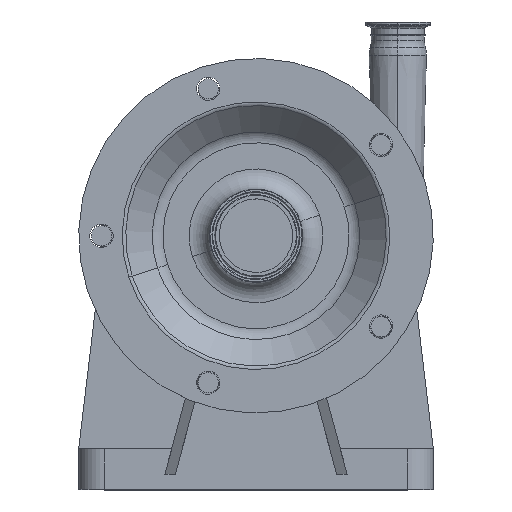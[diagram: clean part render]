
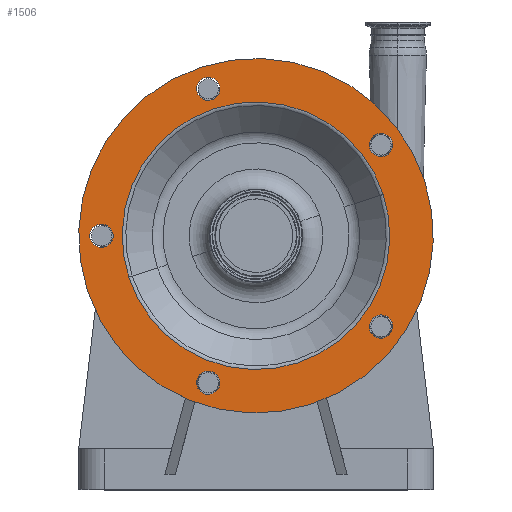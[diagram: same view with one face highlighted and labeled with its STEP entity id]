
A CAD part, top view. The second image highlights one B-rep face of the part: STEP entity #1506.
In plain terms, the highlighted planar face has unit normal (0, 0, 1).
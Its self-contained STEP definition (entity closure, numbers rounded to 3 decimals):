
#11 = CARTESIAN_POINT ( 'NONE',  ( 123.375, 89.637, 289.5 ) ) ;
#338 = FACE_BOUND ( 'NONE', #4743, .T. ) ;
#440 = DIRECTION ( 'NONE',  ( 0.951, 0.309, 0. ) ) ;
#523 = EDGE_CURVE ( 'NONE', #10559, #11407, #2672, .T. ) ;
#586 = AXIS2_PLACEMENT_3D ( 'NONE', #8277, #8207, #6288 ) ;
#754 = EDGE_CURVE ( 'NONE', #5993, #10674, #3227, .T. ) ;
#825 = VERTEX_POINT ( 'NONE', #5303 ) ;
#826 = AXIS2_PLACEMENT_3D ( 'NONE', #3704, #13042, #8750 ) ;
#840 = DIRECTION ( 'NONE',  ( 0., 0., 1. ) ) ;
#843 = AXIS2_PLACEMENT_3D ( 'NONE', #11171, #1716, #9097 ) ;
#909 = DIRECTION ( 'NONE',  ( 0.951, 0.309, 0. ) ) ;
#1007 = EDGE_LOOP ( 'NONE', ( #11620, #5840 ) ) ;
#1091 = CARTESIAN_POINT ( 'NONE',  ( 0., 0., 289.5 ) ) ;
#1433 = VERTEX_POINT ( 'NONE', #5325 ) ;
#1506 = ADVANCED_FACE ( 'NONE', ( #9589, #338, #7526, #6488, #4557, #6632, #12746 ), #6421, .F. ) ;
#1576 = EDGE_LOOP ( 'NONE', ( #6542, #11796 ) ) ;
#1716 = DIRECTION ( 'NONE',  ( 0., 0., 1. ) ) ;
#1738 = AXIS2_PLACEMENT_3D ( 'NONE', #4553, #11032, #6758 ) ;
#1897 = DIRECTION ( 'NONE',  ( 0.951, 0.309, 0. ) ) ;
#1940 = CIRCLE ( 'NONE', #13130, 11.5 ) ;
#1962 = AXIS2_PLACEMENT_3D ( 'NONE', #13085, #840, #10301 ) ;
#2036 = EDGE_CURVE ( 'NONE', #12715, #825, #8092, .T. ) ;
#2092 = ORIENTED_EDGE ( 'NONE', *, *, #4163, .T. ) ;
#2172 = ORIENTED_EDGE ( 'NONE', *, *, #5129, .F. ) ;
#2320 = CARTESIAN_POINT ( 'NONE',  ( 0., 0., 289.5 ) ) ;
#2538 = EDGE_CURVE ( 'NONE', #5383, #4497, #1940, .T. ) ;
#2599 = ORIENTED_EDGE ( 'NONE', *, *, #10702, .F. ) ;
#2652 = VERTEX_POINT ( 'NONE', #10171 ) ;
#2672 = CIRCLE ( 'NONE', #3340, 11.5 ) ;
#2784 = AXIS2_PLACEMENT_3D ( 'NONE', #10626, #9524, #12807 ) ;
#2987 = CIRCLE ( 'NONE', #3442, 11.5 ) ;
#3090 = VERTEX_POINT ( 'NONE', #11288 ) ;
#3212 = DIRECTION ( 'NONE',  ( 0., 0., -1. ) ) ;
#3227 = CIRCLE ( 'NONE', #9391, 11.5 ) ;
#3335 = ORIENTED_EDGE ( 'NONE', *, *, #2036, .F. ) ;
#3340 = AXIS2_PLACEMENT_3D ( 'NONE', #4882, #12164, #10057 ) ;
#3442 = AXIS2_PLACEMENT_3D ( 'NONE', #11269, #6255, #1897 ) ;
#3501 = EDGE_CURVE ( 'NONE', #1433, #3090, #9004, .T. ) ;
#3704 = CARTESIAN_POINT ( 'NONE',  ( -47.125, -145.036, 289.5 ) ) ;
#3855 = CARTESIAN_POINT ( 'NONE',  ( 112.438, -93.191, 289.5 ) ) ;
#3881 = AXIS2_PLACEMENT_3D ( 'NONE', #5912, #11072, #10117 ) ;
#4163 = EDGE_CURVE ( 'NONE', #3090, #1433, #10094, .T. ) ;
#4454 = DIRECTION ( 'NONE',  ( -0.951, -0.309, 0. ) ) ;
#4497 = VERTEX_POINT ( 'NONE', #4809 ) ;
#4553 = CARTESIAN_POINT ( 'NONE',  ( 0., 0., 289.5 ) ) ;
#4557 = FACE_BOUND ( 'NONE', #8329, .T. ) ;
#4600 = DIRECTION ( 'NONE',  ( 0.951, 0.309, 0. ) ) ;
#4641 = CARTESIAN_POINT ( 'NONE',  ( -166.435, -54.078, 289.5 ) ) ;
#4680 = EDGE_CURVE ( 'NONE', #11407, #10559, #9222, .T. ) ;
#4743 = EDGE_LOOP ( 'NONE', ( #10731, #3335 ) ) ;
#4809 = CARTESIAN_POINT ( 'NONE',  ( -58.062, 141.482, 289.5 ) ) ;
#4882 = CARTESIAN_POINT ( 'NONE',  ( 123.375, 89.637, 289.5 ) ) ;
#5129 = EDGE_CURVE ( 'NONE', #4497, #5383, #6813, .T. ) ;
#5303 = CARTESIAN_POINT ( 'NONE',  ( -36.188, -141.482, 289.5 ) ) ;
#5325 = CARTESIAN_POINT ( 'NONE',  ( 125.607, 40.812, 289.5 ) ) ;
#5383 = VERTEX_POINT ( 'NONE', #7069 ) ;
#5684 = EDGE_CURVE ( 'NONE', #2652, #9600, #11010, .T. ) ;
#5840 = ORIENTED_EDGE ( 'NONE', *, *, #523, .F. ) ;
#5912 = CARTESIAN_POINT ( 'NONE',  ( 123.375, -89.637, 289.5 ) ) ;
#5981 = CARTESIAN_POINT ( 'NONE',  ( -163.437, -3.554, 289.5 ) ) ;
#5993 = VERTEX_POINT ( 'NONE', #8709 ) ;
#6028 = VERTEX_POINT ( 'NONE', #4641 ) ;
#6109 = CARTESIAN_POINT ( 'NONE',  ( 134.312, 93.191, 289.5 ) ) ;
#6255 = DIRECTION ( 'NONE',  ( 0., 0., 1. ) ) ;
#6288 = DIRECTION ( 'NONE',  ( -0.951, -0.309, 0. ) ) ;
#6300 = DIRECTION ( 'NONE',  ( 0., 0., 1. ) ) ;
#6400 = DIRECTION ( 'NONE',  ( 0.951, 0.309, 0. ) ) ;
#6421 = PLANE ( 'NONE',  #2784 ) ;
#6488 = FACE_BOUND ( 'NONE', #1007, .T. ) ;
#6542 = ORIENTED_EDGE ( 'NONE', *, *, #754, .F. ) ;
#6632 = FACE_OUTER_BOUND ( 'NONE', #10097, .T. ) ;
#6758 = DIRECTION ( 'NONE',  ( -0.951, -0.309, 0. ) ) ;
#6813 = CIRCLE ( 'NONE', #843, 11.5 ) ;
#7069 = CARTESIAN_POINT ( 'NONE',  ( -36.188, 148.59, 289.5 ) ) ;
#7526 = FACE_BOUND ( 'NONE', #1576, .T. ) ;
#7898 = CARTESIAN_POINT ( 'NONE',  ( -47.125, 145.036, 289.5 ) ) ;
#8092 = CIRCLE ( 'NONE', #826, 11.5 ) ;
#8207 = DIRECTION ( 'NONE',  ( 0., 0., -1. ) ) ;
#8277 = CARTESIAN_POINT ( 'NONE',  ( 0., 0., 289.5 ) ) ;
#8324 = DIRECTION ( 'NONE',  ( 0., 0., 1. ) ) ;
#8329 = EDGE_LOOP ( 'NONE', ( #2092, #11828 ) ) ;
#8482 = ORIENTED_EDGE ( 'NONE', *, *, #5684, .F. ) ;
#8709 = CARTESIAN_POINT ( 'NONE',  ( 134.312, -86.084, 289.5 ) ) ;
#8750 = DIRECTION ( 'NONE',  ( 0.951, 0.309, 0. ) ) ;
#9004 = CIRCLE ( 'NONE', #10113, 132.071 ) ;
#9097 = DIRECTION ( 'NONE',  ( 0.951, 0.309, 0. ) ) ;
#9168 = EDGE_CURVE ( 'NONE', #825, #12715, #2987, .T. ) ;
#9222 = CIRCLE ( 'NONE', #10323, 11.5 ) ;
#9391 = AXIS2_PLACEMENT_3D ( 'NONE', #13528, #8324, #6400 ) ;
#9452 = DIRECTION ( 'NONE',  ( -0.951, -0.309, 0. ) ) ;
#9524 = DIRECTION ( 'NONE',  ( 0., 0., -1. ) ) ;
#9552 = ORIENTED_EDGE ( 'NONE', *, *, #2538, .F. ) ;
#9554 = EDGE_CURVE ( 'NONE', #10674, #5993, #13091, .T. ) ;
#9589 = FACE_BOUND ( 'NONE', #13424, .T. ) ;
#9600 = VERTEX_POINT ( 'NONE', #5981 ) ;
#9622 = CARTESIAN_POINT ( 'NONE',  ( -152.5, 0., 289.5 ) ) ;
#9966 = DIRECTION ( 'NONE',  ( 0., 0., 1. ) ) ;
#10057 = DIRECTION ( 'NONE',  ( 0.951, 0.309, 0. ) ) ;
#10094 = CIRCLE ( 'NONE', #1738, 132.071 ) ;
#10097 = EDGE_LOOP ( 'NONE', ( #10699, #2599 ) ) ;
#10113 = AXIS2_PLACEMENT_3D ( 'NONE', #2320, #3212, #4454 ) ;
#10117 = DIRECTION ( 'NONE',  ( 0.951, 0.309, 0. ) ) ;
#10171 = CARTESIAN_POINT ( 'NONE',  ( -141.563, 3.554, 289.5 ) ) ;
#10301 = DIRECTION ( 'NONE',  ( 0.951, 0.309, 0. ) ) ;
#10323 = AXIS2_PLACEMENT_3D ( 'NONE', #11, #6300, #909 ) ;
#10559 = VERTEX_POINT ( 'NONE', #13231 ) ;
#10626 = CARTESIAN_POINT ( 'NONE',  ( -54.078, 166.435, 289.5 ) ) ;
#10674 = VERTEX_POINT ( 'NONE', #3855 ) ;
#10699 = ORIENTED_EDGE ( 'NONE', *, *, #11892, .F. ) ;
#10702 = EDGE_CURVE ( 'NONE', #10726, #6028, #11179, .T. ) ;
#10726 = VERTEX_POINT ( 'NONE', #11434 ) ;
#10731 = ORIENTED_EDGE ( 'NONE', *, *, #9168, .F. ) ;
#10857 = DIRECTION ( 'NONE',  ( 0., 0., 1. ) ) ;
#10917 = AXIS2_PLACEMENT_3D ( 'NONE', #9622, #10857, #440 ) ;
#11010 = CIRCLE ( 'NONE', #1962, 11.5 ) ;
#11032 = DIRECTION ( 'NONE',  ( 0., 0., -1. ) ) ;
#11072 = DIRECTION ( 'NONE',  ( 0., 0., 1. ) ) ;
#11171 = CARTESIAN_POINT ( 'NONE',  ( -47.125, 145.036, 289.5 ) ) ;
#11179 = CIRCLE ( 'NONE', #13125, 175. ) ;
#11269 = CARTESIAN_POINT ( 'NONE',  ( -47.125, -145.036, 289.5 ) ) ;
#11288 = CARTESIAN_POINT ( 'NONE',  ( -125.607, -40.812, 289.5 ) ) ;
#11407 = VERTEX_POINT ( 'NONE', #6109 ) ;
#11434 = CARTESIAN_POINT ( 'NONE',  ( 166.435, 54.078, 289.5 ) ) ;
#11496 = DIRECTION ( 'NONE',  ( 0., 0., -1. ) ) ;
#11550 = CIRCLE ( 'NONE', #10917, 11.5 ) ;
#11620 = ORIENTED_EDGE ( 'NONE', *, *, #4680, .F. ) ;
#11796 = ORIENTED_EDGE ( 'NONE', *, *, #9554, .F. ) ;
#11828 = ORIENTED_EDGE ( 'NONE', *, *, #3501, .T. ) ;
#11892 = EDGE_CURVE ( 'NONE', #6028, #10726, #12689, .T. ) ;
#12140 = EDGE_LOOP ( 'NONE', ( #9552, #2172 ) ) ;
#12164 = DIRECTION ( 'NONE',  ( 0., 0., 1. ) ) ;
#12496 = CARTESIAN_POINT ( 'NONE',  ( -58.062, -148.59, 289.5 ) ) ;
#12689 = CIRCLE ( 'NONE', #586, 175. ) ;
#12715 = VERTEX_POINT ( 'NONE', #12496 ) ;
#12746 = FACE_BOUND ( 'NONE', #12140, .T. ) ;
#12807 = DIRECTION ( 'NONE',  ( -0.951, -0.309, 0. ) ) ;
#12809 = EDGE_CURVE ( 'NONE', #9600, #2652, #11550, .T. ) ;
#13042 = DIRECTION ( 'NONE',  ( 0., 0., 1. ) ) ;
#13085 = CARTESIAN_POINT ( 'NONE',  ( -152.5, 0., 289.5 ) ) ;
#13090 = ORIENTED_EDGE ( 'NONE', *, *, #12809, .F. ) ;
#13091 = CIRCLE ( 'NONE', #3881, 11.5 ) ;
#13125 = AXIS2_PLACEMENT_3D ( 'NONE', #1091, #11496, #9452 ) ;
#13130 = AXIS2_PLACEMENT_3D ( 'NONE', #7898, #9966, #4600 ) ;
#13231 = CARTESIAN_POINT ( 'NONE',  ( 112.438, 86.084, 289.5 ) ) ;
#13424 = EDGE_LOOP ( 'NONE', ( #8482, #13090 ) ) ;
#13528 = CARTESIAN_POINT ( 'NONE',  ( 123.375, -89.637, 289.5 ) ) ;
